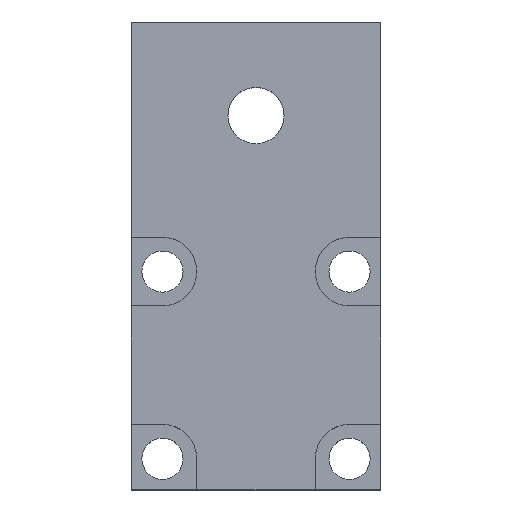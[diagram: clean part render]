
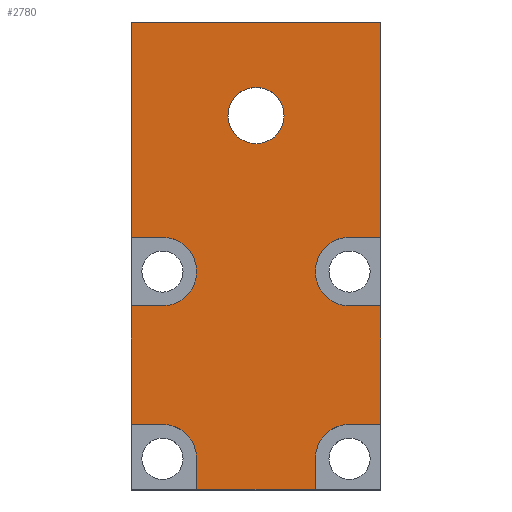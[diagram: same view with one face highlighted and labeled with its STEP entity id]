
A CAD part, top view. The second image highlights one B-rep face of the part: STEP entity #2780.
In plain terms, the highlighted planar face has unit normal (0, 0, 1).
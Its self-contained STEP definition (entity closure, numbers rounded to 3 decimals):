
#1160=CARTESIAN_POINT('',(0.,0.,10.));
#1170=DIRECTION('',(0.,0.,1.));
#1180=DIRECTION('',(1.,0.,0.));
#1190=AXIS2_PLACEMENT_3D('',#1160,#1170,#1180);
#1200=PLANE('',#1190);
#1210=CARTESIAN_POINT('',(0.,0.,10.));
#1220=DIRECTION('',(1.,0.,0.));
#1230=VECTOR('',#1220,1.);
#1240=LINE('',#1210,#1230);
#1250=CARTESIAN_POINT('',(10.5,0.,10.));
#1260=VERTEX_POINT('',#1250);
#1270=CARTESIAN_POINT('',(29.5,0.,10.));
#1280=VERTEX_POINT('',#1270);
#1290=EDGE_CURVE('',#1260,#1280,#1240,.T.);
#1300=ORIENTED_EDGE('',*,*,#1290,.T.);
#1310=CARTESIAN_POINT('',(10.5,0.,10.));
#1320=DIRECTION('',(0.,-1.,0.));
#1330=VECTOR('',#1320,1.);
#1340=LINE('',#1310,#1330);
#1350=CARTESIAN_POINT('',(10.5,5.,10.));
#1360=VERTEX_POINT('',#1350);
#1370=EDGE_CURVE('',#1360,#1260,#1340,.T.);
#1380=ORIENTED_EDGE('',*,*,#1370,.T.);
#1390=CARTESIAN_POINT('',(5.,5.,10.));
#1400=DIRECTION('',(0.,0.,-1.));
#1410=DIRECTION('',(0.,-1.,0.));
#1420=AXIS2_PLACEMENT_3D('',#1390,#1400,#1410);
#1430=CIRCLE('',#1420,5.5);
#1440=CARTESIAN_POINT('',(5.,10.5,10.));
#1450=VERTEX_POINT('',#1440);
#1460=EDGE_CURVE('',#1450,#1360,#1430,.T.);
#1470=ORIENTED_EDGE('',*,*,#1460,.T.);
#1480=CARTESIAN_POINT('',(0.,10.5,10.));
#1490=DIRECTION('',(1.,0.,0.));
#1500=VECTOR('',#1490,1.);
#1510=LINE('',#1480,#1500);
#1520=CARTESIAN_POINT('',(0.,10.5,10.));
#1530=VERTEX_POINT('',#1520);
#1540=EDGE_CURVE('',#1530,#1450,#1510,.T.);
#1550=ORIENTED_EDGE('',*,*,#1540,.T.);
#1560=CARTESIAN_POINT('',(0.,75.,10.));
#1570=DIRECTION('',(0.,-1.,0.));
#1580=VECTOR('',#1570,1.);
#1590=LINE('',#1560,#1580);
#1600=CARTESIAN_POINT('',(0.,29.5,10.));
#1610=VERTEX_POINT('',#1600);
#1620=EDGE_CURVE('',#1610,#1530,#1590,.T.);
#1630=ORIENTED_EDGE('',*,*,#1620,.T.);
#1640=CARTESIAN_POINT('',(0.,29.5,10.));
#1650=DIRECTION('',(-1.,0.,0.));
#1660=VECTOR('',#1650,1.);
#1670=LINE('',#1640,#1660);
#1680=CARTESIAN_POINT('',(5.,29.5,10.));
#1690=VERTEX_POINT('',#1680);
#1700=EDGE_CURVE('',#1690,#1610,#1670,.T.);
#1710=ORIENTED_EDGE('',*,*,#1700,.T.);
#1720=CARTESIAN_POINT('',(5.,35.,10.));
#1730=DIRECTION('',(0.,0.,1.));
#1740=DIRECTION('',(0.,-1.,0.));
#1750=AXIS2_PLACEMENT_3D('',#1720,#1730,#1740);
#1760=CIRCLE('',#1750,5.5);
#1770=CARTESIAN_POINT('',(5.,40.5,10.));
#1780=VERTEX_POINT('',#1770);
#1790=EDGE_CURVE('',#1690,#1780,#1760,.T.);
#1800=ORIENTED_EDGE('',*,*,#1790,.F.);
#1810=CARTESIAN_POINT('',(0.,40.5,10.));
#1820=DIRECTION('',(1.,0.,0.));
#1830=VECTOR('',#1820,1.);
#1840=LINE('',#1810,#1830);
#1850=CARTESIAN_POINT('',(0.,40.5,10.));
#1860=VERTEX_POINT('',#1850);
#1870=EDGE_CURVE('',#1860,#1780,#1840,.T.);
#1880=ORIENTED_EDGE('',*,*,#1870,.T.);
#1890=CARTESIAN_POINT('',(0.,75.,10.));
#1900=VERTEX_POINT('',#1890);
#1910=EDGE_CURVE('',#1900,#1860,#1590,.T.);
#1920=ORIENTED_EDGE('',*,*,#1910,.T.);
#1930=CARTESIAN_POINT('',(40.,75.,10.));
#1940=DIRECTION('',(-1.,0.,0.));
#1950=VECTOR('',#1940,1.);
#1960=LINE('',#1930,#1950);
#1970=CARTESIAN_POINT('',(40.,75.,10.));
#1980=VERTEX_POINT('',#1970);
#1990=EDGE_CURVE('',#1980,#1900,#1960,.T.);
#2000=ORIENTED_EDGE('',*,*,#1990,.T.);
#2010=CARTESIAN_POINT('',(40.,0.,10.));
#2020=DIRECTION('',(0.,1.,0.));
#2030=VECTOR('',#2020,1.);
#2040=LINE('',#2010,#2030);
#2050=CARTESIAN_POINT('',(40.,40.5,10.));
#2060=VERTEX_POINT('',#2050);
#2070=EDGE_CURVE('',#2060,#1980,#2040,.T.);
#2080=ORIENTED_EDGE('',*,*,#2070,.T.);
#2090=CARTESIAN_POINT('',(0.,40.5,10.));
#2100=DIRECTION('',(1.,0.,0.));
#2110=VECTOR('',#2100,1.);
#2120=LINE('',#2090,#2110);
#2130=CARTESIAN_POINT('',(35.,40.5,10.));
#2140=VERTEX_POINT('',#2130);
#2150=EDGE_CURVE('',#2140,#2060,#2120,.T.);
#2160=ORIENTED_EDGE('',*,*,#2150,.T.);
#2170=CARTESIAN_POINT('',(35.,35.,10.));
#2180=DIRECTION('',(0.,0.,-1.));
#2190=DIRECTION('',(0.,-1.,0.));
#2200=AXIS2_PLACEMENT_3D('',#2170,#2180,#2190);
#2210=CIRCLE('',#2200,5.5);
#2220=CARTESIAN_POINT('',(35.,29.5,10.));
#2230=VERTEX_POINT('',#2220);
#2240=EDGE_CURVE('',#2230,#2140,#2210,.T.);
#2250=ORIENTED_EDGE('',*,*,#2240,.T.);
#2260=CARTESIAN_POINT('',(0.,29.5,10.));
#2270=DIRECTION('',(-1.,0.,0.));
#2280=VECTOR('',#2270,1.);
#2290=LINE('',#2260,#2280);
#2300=CARTESIAN_POINT('',(40.,29.5,10.));
#2310=VERTEX_POINT('',#2300);
#2320=EDGE_CURVE('',#2310,#2230,#2290,.T.);
#2330=ORIENTED_EDGE('',*,*,#2320,.T.);
#2340=CARTESIAN_POINT('',(40.,10.5,10.));
#2350=VERTEX_POINT('',#2340);
#2360=EDGE_CURVE('',#2350,#2310,#2040,.T.);
#2370=ORIENTED_EDGE('',*,*,#2360,.T.);
#2380=CARTESIAN_POINT('',(0.,10.5,10.));
#2390=DIRECTION('',(1.,0.,0.));
#2400=VECTOR('',#2390,1.);
#2410=LINE('',#2380,#2400);
#2420=CARTESIAN_POINT('',(35.,10.5,10.));
#2430=VERTEX_POINT('',#2420);
#2440=EDGE_CURVE('',#2430,#2350,#2410,.T.);
#2450=ORIENTED_EDGE('',*,*,#2440,.T.);
#2460=CARTESIAN_POINT('',(35.,5.,10.));
#2470=DIRECTION('',(0.,0.,1.));
#2480=DIRECTION('',(0.,-1.,0.));
#2490=AXIS2_PLACEMENT_3D('',#2460,#2470,#2480);
#2500=CIRCLE('',#2490,5.5);
#2510=CARTESIAN_POINT('',(29.5,5.,10.));
#2520=VERTEX_POINT('',#2510);
#2530=EDGE_CURVE('',#2430,#2520,#2500,.T.);
#2540=ORIENTED_EDGE('',*,*,#2530,.F.);
#2550=CARTESIAN_POINT('',(29.5,0.,10.));
#2560=DIRECTION('',(0.,1.,0.));
#2570=VECTOR('',#2560,1.);
#2580=LINE('',#2550,#2570);
#2590=EDGE_CURVE('',#1280,#2520,#2580,.T.);
#2600=ORIENTED_EDGE('',*,*,#2590,.T.);
#2610=EDGE_LOOP('',(#2600,#2540,#2450,#2370,#2330,#2250,#2160,#2080,
#2000,#1920,#1880,#1800,#1710,#1630,#1550,#1470,#1380,#1300));
#2620=FACE_OUTER_BOUND('',#2610,.T.);
#2630=CARTESIAN_POINT('',(20.,60.,10.));
#2640=DIRECTION('',(0.,0.,1.));
#2650=DIRECTION('',(1.,0.,0.));
#2660=AXIS2_PLACEMENT_3D('',#2630,#2640,#2650);
#2670=CIRCLE('',#2660,4.5);
#2680=CARTESIAN_POINT('',(24.5,60.,10.));
#2690=VERTEX_POINT('',#2680);
#2700=CARTESIAN_POINT('',(15.5,60.,10.));
#2710=VERTEX_POINT('',#2700);
#2720=EDGE_CURVE('',#2690,#2710,#2670,.T.);
#2730=ORIENTED_EDGE('',*,*,#2720,.F.);
#2740=EDGE_CURVE('',#2710,#2690,#2670,.T.);
#2750=ORIENTED_EDGE('',*,*,#2740,.F.);
#2760=EDGE_LOOP('',(#2750,#2730));
#2770=FACE_BOUND('',#2760,.T.);
#2780=ADVANCED_FACE('',(#2620,#2770),#1200,.T.);
